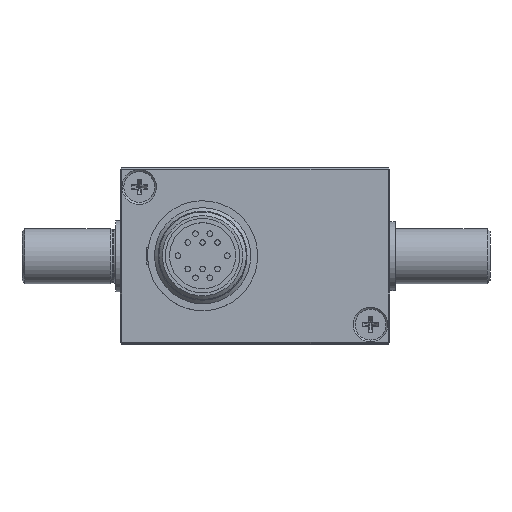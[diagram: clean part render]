
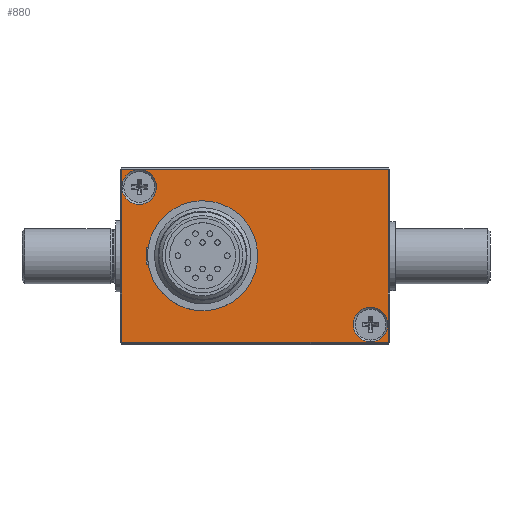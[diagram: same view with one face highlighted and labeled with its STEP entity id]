
A CAD part, top view. The second image highlights one B-rep face of the part: STEP entity #880.
In plain terms, the highlighted planar face has unit normal (0, 0, 1).
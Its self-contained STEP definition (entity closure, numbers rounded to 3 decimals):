
#880 = ADVANCED_FACE( '', ( #1744, #1745, #1746, #1747 ), #1748, .T. );
#1744 = FACE_OUTER_BOUND( '', #3008, .T. );
#1745 = FACE_BOUND( '', #3009, .T. );
#1746 = FACE_BOUND( '', #3010, .T. );
#1747 = FACE_BOUND( '', #3011, .T. );
#1748 = PLANE( '', #3012 );
#3008 = EDGE_LOOP( '', ( #4398, #4399, #4400, #4401 ) );
#3009 = EDGE_LOOP( '', ( #4402 ) );
#3010 = EDGE_LOOP( '', ( #4403 ) );
#3011 = EDGE_LOOP( '', ( #4404, #4405, #4406, #4407 ) );
#3012 = AXIS2_PLACEMENT_3D( '', #4408, #4409, #4410 );
#4398 = ORIENTED_EDGE( '', *, *, #6485, .T. );
#4399 = ORIENTED_EDGE( '', *, *, #6486, .T. );
#4400 = ORIENTED_EDGE( '', *, *, #6487, .T. );
#4401 = ORIENTED_EDGE( '', *, *, #6488, .T. );
#4402 = ORIENTED_EDGE( '', *, *, #6489, .T. );
#4403 = ORIENTED_EDGE( '', *, *, #6490, .T. );
#4404 = ORIENTED_EDGE( '', *, *, #6491, .T. );
#4405 = ORIENTED_EDGE( '', *, *, #6492, .T. );
#4406 = ORIENTED_EDGE( '', *, *, #6493, .T. );
#4407 = ORIENTED_EDGE( '', *, *, #6378, .T. );
#4408 = CARTESIAN_POINT( '', ( -24.5, 16., 22.5 ) );
#4409 = DIRECTION( '', ( 0., 0., 1. ) );
#4410 = DIRECTION( '', ( 1., 0., 0. ) );
#6378 = EDGE_CURVE( '', #7490, #7488, #7491, .T. );
#6485 = EDGE_CURVE( '', #7663, #7664, #7665, .T. );
#6486 = EDGE_CURVE( '', #7664, #7666, #7667, .T. );
#6487 = EDGE_CURVE( '', #7666, #7668, #7669, .T. );
#6488 = EDGE_CURVE( '', #7668, #7663, #7670, .T. );
#6489 = EDGE_CURVE( '', #7671, #7671, #7672, .T. );
#6490 = EDGE_CURVE( '', #7673, #7673, #7674, .T. );
#6491 = EDGE_CURVE( '', #7488, #7675, #7676, .T. );
#6492 = EDGE_CURVE( '', #7675, #7677, #7678, .T. );
#6493 = EDGE_CURVE( '', #7677, #7490, #7679, .T. );
#7488 = VERTEX_POINT( '', #8668 );
#7490 = VERTEX_POINT( '', #8671 );
#7491 = CIRCLE( '', #8672, 9. );
#7663 = VERTEX_POINT( '', #8872 );
#7664 = VERTEX_POINT( '', #8873 );
#7665 = LINE( '', #8874, #8875 );
#7666 = VERTEX_POINT( '', #8876 );
#7667 = LINE( '', #8877, #8878 );
#7668 = VERTEX_POINT( '', #8879 );
#7669 = LINE( '', #8880, #8881 );
#7670 = LINE( '', #8882, #8883 );
#7671 = VERTEX_POINT( '', #8884 );
#7672 = CIRCLE( '', #8885, 3.15 );
#7673 = VERTEX_POINT( '', #8886 );
#7674 = CIRCLE( '', #8887, 3.15 );
#7675 = VERTEX_POINT( '', #8888 );
#7676 = LINE( '', #8889, #8890 );
#7677 = VERTEX_POINT( '', #8891 );
#7678 = LINE( '', #8892, #8893 );
#7679 = LINE( '', #8894, #8895 );
#8668 = CARTESIAN_POINT( '', ( -18.374, -1.5, 22.5 ) );
#8671 = CARTESIAN_POINT( '', ( -18.374, 1.5, 22.5 ) );
#8672 = AXIS2_PLACEMENT_3D( '', #10076, #10077, #10078 );
#8872 = CARTESIAN_POINT( '', ( 24.2, -15.7, 22.5 ) );
#8873 = CARTESIAN_POINT( '', ( 24.2, 15.7, 22.5 ) );
#8874 = CARTESIAN_POINT( '', ( 24.2, 16., 22.5 ) );
#8875 = VECTOR( '', #10245, 1000. );
#8876 = CARTESIAN_POINT( '', ( -24.2, 15.7, 22.5 ) );
#8877 = CARTESIAN_POINT( '', ( -24.5, 15.7, 22.5 ) );
#8878 = VECTOR( '', #10246, 1000. );
#8879 = CARTESIAN_POINT( '', ( -24.2, -15.7, 22.5 ) );
#8880 = CARTESIAN_POINT( '', ( -24.2, -16., 22.5 ) );
#8881 = VECTOR( '', #10247, 1000. );
#8882 = CARTESIAN_POINT( '', ( 24.5, -15.7, 22.5 ) );
#8883 = VECTOR( '', #10248, 1000. );
#8884 = CARTESIAN_POINT( '', ( -21., 15.65, 22.5 ) );
#8885 = AXIS2_PLACEMENT_3D( '', #10249, #10250, #10251 );
#8886 = CARTESIAN_POINT( '', ( 21., -9.35, 22.5 ) );
#8887 = AXIS2_PLACEMENT_3D( '', #10252, #10253, #10254 );
#8888 = CARTESIAN_POINT( '', ( -19.7, -1.5, 22.5 ) );
#8889 = CARTESIAN_POINT( '', ( -19.7, -1.5, 22.5 ) );
#8890 = VECTOR( '', #10255, 1000. );
#8891 = CARTESIAN_POINT( '', ( -19.7, 1.5, 22.5 ) );
#8892 = CARTESIAN_POINT( '', ( -19.7, 1.5, 22.5 ) );
#8893 = VECTOR( '', #10256, 1000. );
#8894 = CARTESIAN_POINT( '', ( -19.7, 1.5, 22.5 ) );
#8895 = VECTOR( '', #10257, 1000. );
#10076 = CARTESIAN_POINT( '', ( -9.5, 0., 22.5 ) );
#10077 = DIRECTION( '', ( 0., 0., -1. ) );
#10078 = DIRECTION( '', ( -1., 0., 0. ) );
#10245 = DIRECTION( '', ( 0., 1., 0. ) );
#10246 = DIRECTION( '', ( -1., 0., 0. ) );
#10247 = DIRECTION( '', ( 0., -1., 0. ) );
#10248 = DIRECTION( '', ( 1., 0., 0. ) );
#10249 = CARTESIAN_POINT( '', ( -21., 12.5, 22.5 ) );
#10250 = DIRECTION( '', ( 0., 0., -1. ) );
#10251 = DIRECTION( '', ( 0., 1., 0. ) );
#10252 = CARTESIAN_POINT( '', ( 21., -12.5, 22.5 ) );
#10253 = DIRECTION( '', ( 0., 0., -1. ) );
#10254 = DIRECTION( '', ( 0., 1., 0. ) );
#10255 = DIRECTION( '', ( -1., 0., 0. ) );
#10256 = DIRECTION( '', ( 0., 1., 0. ) );
#10257 = DIRECTION( '', ( 1., 0., 0. ) );
